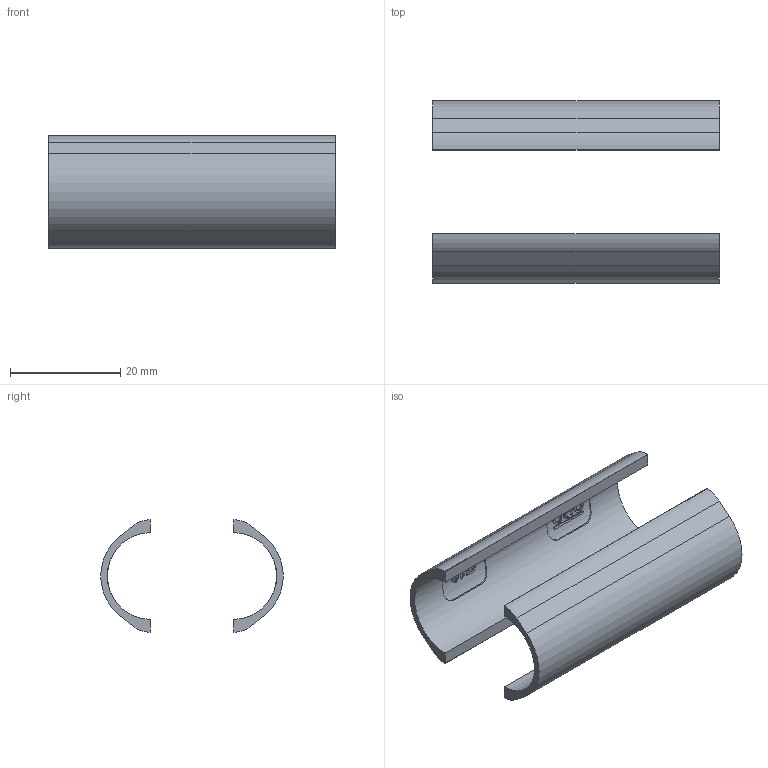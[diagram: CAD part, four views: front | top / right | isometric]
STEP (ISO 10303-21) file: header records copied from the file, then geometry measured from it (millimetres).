
FILE_DESCRIPTION (( 'STEP AP214' ), '1' );
FILE_NAME ('2153829_KSTP1.stp', '2018-09-25T08:42:53', ( '' ), ( '' ), 'SwSTEP 2.0', 'SolidWorks 2014', '' );
FILE_SCHEMA (( 'AUTOMOTIVE_DESIGN' ));
Length unit declared in the file: millimetre
Products named in the file (2): 2153829_KSTP1; Verb.-muffen-Haelfte.1
Assembly tree (2 placements, depth 2):
  2153829_KSTP1
    Verb.-muffen-Haelfte.1  x2
Bounding box: 52 x 33.1 x 20.4 mm (x, y, z)
Volume: 4026.1 mm3; surface area: 6335 mm2
Topology: 2 solids, 2 shells, 496 faces, 1374 edges, 916 vertices
Faces by surface type: plane 398, cylinder 98
Entity records: 11191 total; most frequent: CARTESIAN_POINT 2884, ORIENTED_EDGE 1374, DIRECTION 933, EDGE_CURVE 687, VERTEX_POINT 458, AXIS2_PLACEMENT_3D 315, LINE 303, VECTOR 303
